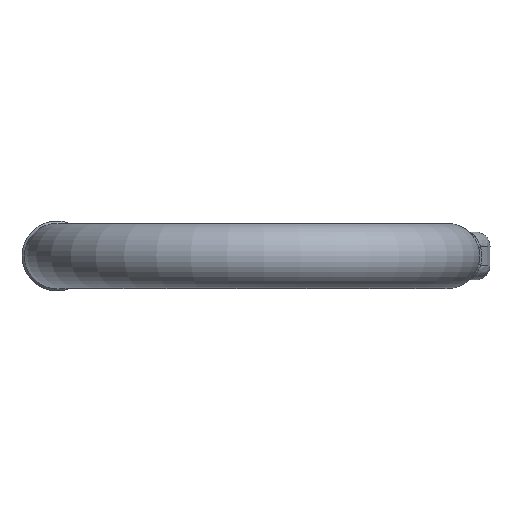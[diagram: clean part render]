
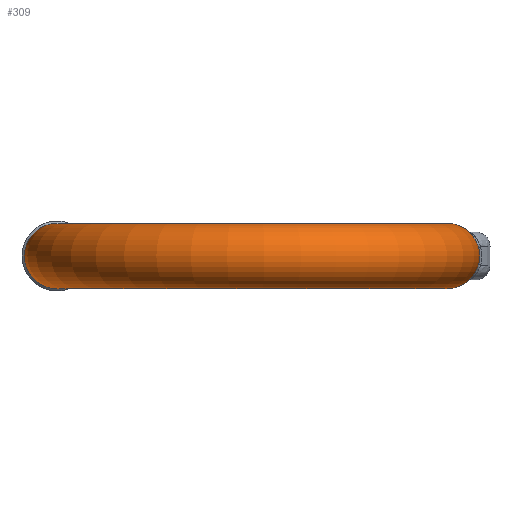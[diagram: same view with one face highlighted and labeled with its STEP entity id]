
A CAD part, front view. The second image highlights one B-rep face of the part: STEP entity #309.
In plain terms, the highlighted toroidal (fillet/blend) face has major radius 57 mm and minor radius 9.5 mm.
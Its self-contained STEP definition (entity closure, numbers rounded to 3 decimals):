
#164=TOROIDAL_SURFACE('',#1220,57.,9.5);
#309=ADVANCED_FACE('',(#412,#413),#164,.T.);
#412=FACE_BOUND('',#428,.T.);
#413=FACE_BOUND('',#429,.T.);
#428=EDGE_LOOP('',(#548));
#429=EDGE_LOOP('',(#549));
#548=ORIENTED_EDGE('',*,*,#1003,.T.);
#549=ORIENTED_EDGE('',*,*,#969,.F.);
#865=VERTEX_POINT('',#1554);
#899=VERTEX_POINT('',#1804);
#969=EDGE_CURVE('',#865,#865,#1145,.T.);
#1003=EDGE_CURVE('',#899,#899,#1147,.T.);
#1145=CIRCLE('',#1210,9.5);
#1147=CIRCLE('',#1218,9.5);
#1210=AXIS2_PLACEMENT_3D('',#1553,#1318,#1319);
#1218=AXIS2_PLACEMENT_3D('',#1803,#1342,#1343);
#1220=AXIS2_PLACEMENT_3D('',#1806,#1346,#1347);
#1318=DIRECTION('',(0.,1.,0.));
#1319=DIRECTION('',(-1.,0.,0.));
#1342=DIRECTION('',(0.,-1.,0.));
#1343=DIRECTION('',(1.,0.,0.));
#1346=DIRECTION('',(0.,0.,1.));
#1347=DIRECTION('',(1.,0.,0.));
#1553=CARTESIAN_POINT('',(-57.,-32.5,0.));
#1554=CARTESIAN_POINT('',(-66.5,-32.5,0.));
#1803=CARTESIAN_POINT('',(57.,-32.5,0.));
#1804=CARTESIAN_POINT('',(66.5,-32.5,0.));
#1806=CARTESIAN_POINT('',(0.,-32.5,0.));
